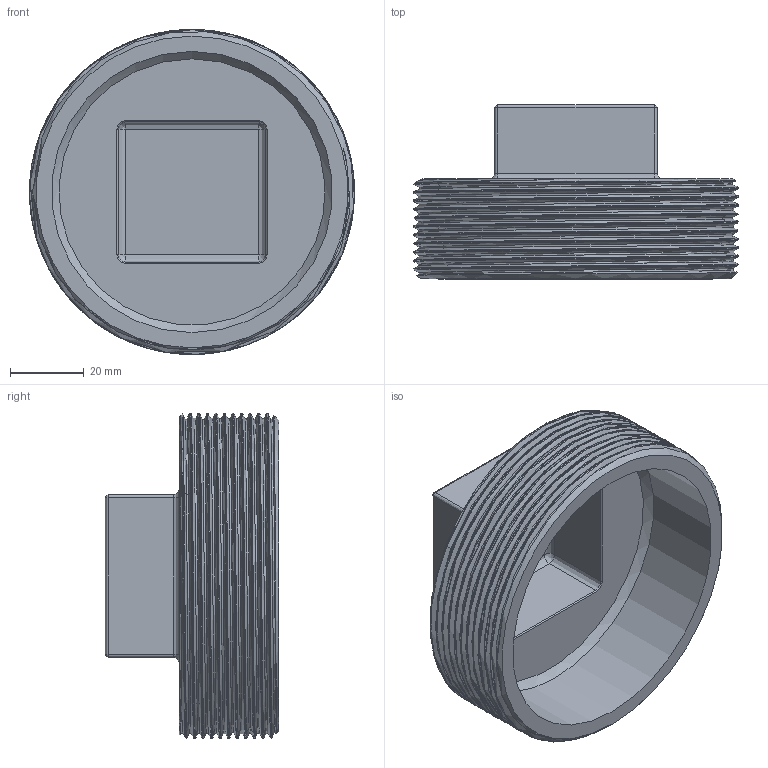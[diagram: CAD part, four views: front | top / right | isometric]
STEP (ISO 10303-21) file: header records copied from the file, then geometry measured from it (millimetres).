
FILE_DESCRIPTION(/* description */ (''),/* implementation_level */ '2;1');
FILE_NAME(/* name */ 'vs_30_vk_es.stp',/* time_stamp */ '2017-06-06T14:14:46+02:00',/* author */ ('Hamoud'),/* organization */ (''),/* preprocessor_version */ 'ST-DEVELOPER v15.6',/* originating_system */ 'Autodesk Inventor LT ',/* authorisation */ '');
FILE_SCHEMA (('AUTOMOTIVE_DESIGN { 1 0 10303 214 3 1 1 }'));
Products named in the file (1): vs_30_vk_es
Bounding box: 87.88 x 47 x 87.88 mm (x, y, z)
Volume: 57619.4 mm3; surface area: 35666.9 mm2
Topology: 1 solids, 1 shells, 232 faces, 588 edges, 368 vertices
Faces by surface type: bspline 120, plane 46, cylinder 38, torus 18, sphere 8, cone 2
Full cylindrical faces by diameter (mm): 76 x1
Entity records: 34209 total; most frequent: CARTESIAN_POINT 29243, ORIENTED_EDGE 1162, DIRECTION 836, EDGE_CURVE 581, VERTEX_POINT 365, AXIS2_PLACEMENT_3D 319, EDGE_LOOP 244, FACE_OUTER_BOUND 231
